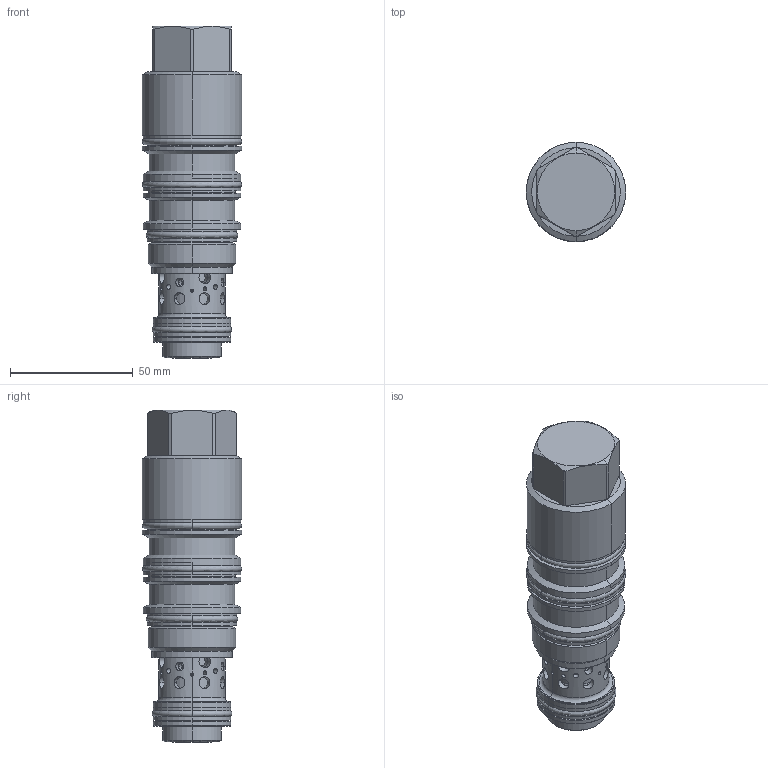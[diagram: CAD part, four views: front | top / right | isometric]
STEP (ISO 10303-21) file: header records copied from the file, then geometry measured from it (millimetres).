
FILE_DESCRIPTION((''),'2;1');
FILE_NAME('MWGAX-LN_PRT','2010-04-14T',('Administrator'),(''),'PRO/ENGINEER BY PARAMETRIC TECHNOLOGY CORPORATION, 2006240','PRO/ENGINEER BY PARAMETRIC TECHNOLOGY CORPORATION, 2006240','');
FILE_SCHEMA(('CONFIG_CONTROL_DESIGN'));
Length unit declared in the file: inch
Products named in the file (1): MWGAX-LN_PRT
Bounding box: 40.39 x 40.39 x 135 mm (x, y, z)
Volume: 121679.2 mm3; surface area: 32176.8 mm2
Topology: 4 solids, 5 shells, 356 faces, 896 edges, 554 vertices
Faces by surface type: cylinder 196, cone 52, plane 50, torus 44, revolution 14
Entity records: 14200 total; most frequent: CARTESIAN_POINT 5616, ORIENTED_EDGE 1792, DIRECTION 1724, EDGE_CURVE 896, AXIS2_PLACEMENT_3D 720, VERTEX_POINT 554, EDGE_LOOP 468, CIRCLE 378
